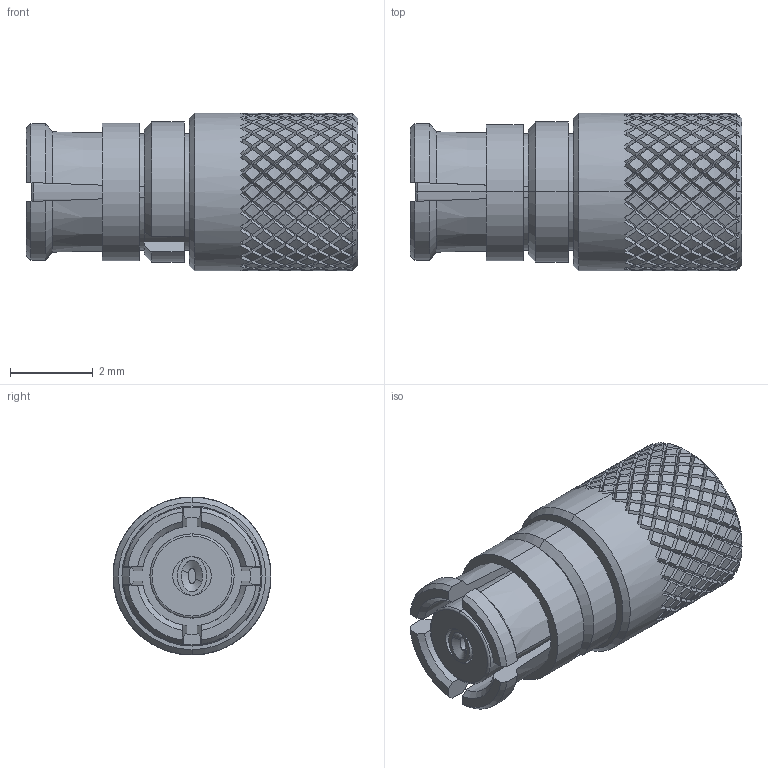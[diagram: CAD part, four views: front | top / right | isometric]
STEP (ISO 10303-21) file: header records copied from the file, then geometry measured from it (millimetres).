
FILE_DESCRIPTION (( 'STEP AP203' ), '1' );
FILE_NAME ('PE6181.step', '2018-11-14T16:30:51', ( '' ), ( '' ), 'SwSTEP 2.0', 'SolidWorks 2017', '' );
FILE_SCHEMA (( 'CONFIG_CONTROL_DESIGN' ));
Products named in the file (1): PE6181
Bounding box: 8 x 3.81 x 3.81 mm (x, y, z)
Volume: 70.6 mm3; surface area: 199.2 mm2
Topology: 3 solids, 3 shells, 1559 faces, 3279 edges, 1736 vertices
Faces by surface type: bspline 1158, cylinder 294, plane 82, cone 23, torus 2
Entity records: 60670 total; most frequent: CARTESIAN_POINT 40639, ORIENTED_EDGE 6558, EDGE_CURVE 3279, VERTEX_POINT 1736, EDGE_LOOP 1571, FACE_OUTER_BOUND 1559, ADVANCED_FACE 1559, B_SPLINE_CURVE_WITH_KNOTS 1312
